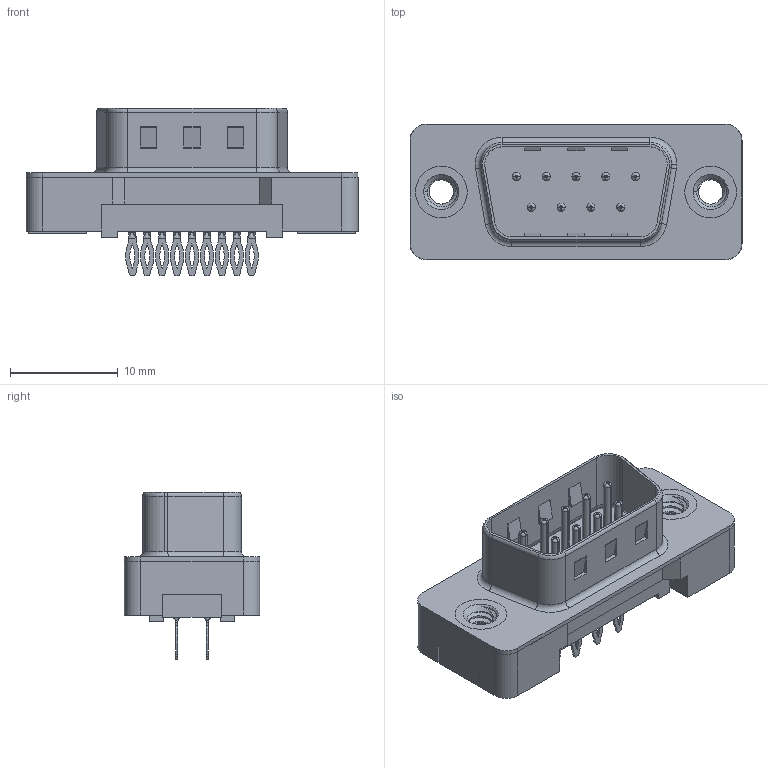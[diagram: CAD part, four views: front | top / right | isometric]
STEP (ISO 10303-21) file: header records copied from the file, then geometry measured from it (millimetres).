
FILE_DESCRIPTION (( 'STEP AP203' ), '1' );
FILE_NAME ('627-009-626-012.STEP', '2020-07-15T23:05:52', ( '' ), ( '' ), 'SwSTEP 2.0', 'SolidWorks 2020', '' );
FILE_SCHEMA (( 'CONFIG_CONTROL_DESIGN' ));
Length unit declared in the file: millimetre
Products named in the file (6): 627 Plastic Body Housing_09 Contacts; 627 PB Contact Row 2_26; 627 PB Shell_09 Contacts; 627 PB Contact Row 1_26; 627-009-626-012; 627 PB 4-40 Threaded Rivet
Assembly tree (13 placements, depth 2):
  627-009-626-012
    627 Plastic Body Housing_09 Contacts
    627 PB Shell_09 Contacts
    627 PB Contact Row 1_26  x5
    627 PB Contact Row 2_26  x4
    627 PB 4-40 Threaded Rivet  x2
Bounding box: 30.81 x 12.55 x 15.55 mm (x, y, z)
Volume: 1645.5 mm3; surface area: 3355.5 mm2
Topology: 13 solids, 13 shells, 900 faces, 2341 edges, 1487 vertices
Faces by surface type: plane 526, cylinder 276, torus 46, bspline 42, cone 10
Entity records: 16859 total; most frequent: CARTESIAN_POINT 4790, ORIENTED_EDGE 2342, DIRECTION 2332, EDGE_CURVE 1171, VECTOR 802, LINE 802, AXIS2_PLACEMENT_3D 765, VERTEX_POINT 750
